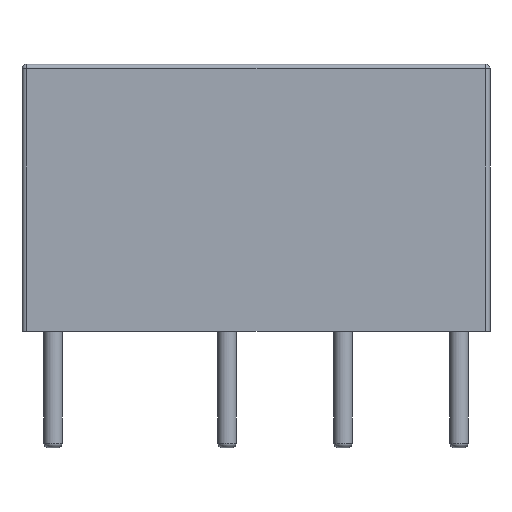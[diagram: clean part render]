
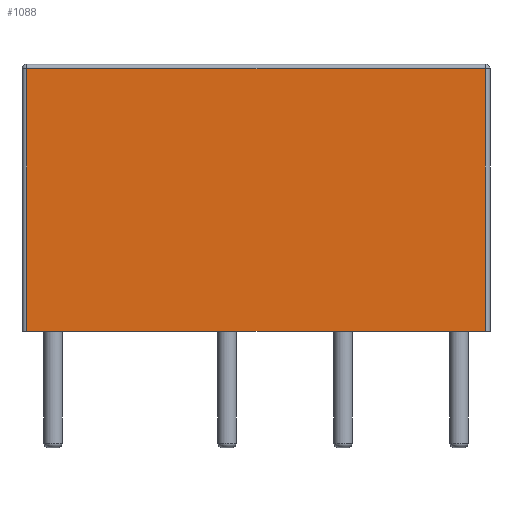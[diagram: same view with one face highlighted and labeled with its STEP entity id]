
A CAD part, front view. The second image highlights one B-rep face of the part: STEP entity #1088.
In plain terms, the highlighted planar face has unit normal (0, -1, 0).
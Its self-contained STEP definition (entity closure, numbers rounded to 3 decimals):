
#13 = CARTESIAN_POINT ( 'NONE',  ( 18.94, -1.15, 0. ) ) ;
#162 = VECTOR ( 'NONE', #1494, 1000. ) ;
#263 = EDGE_CURVE ( 'NONE', #571, #1378, #580, .T. ) ;
#351 = ORIENTED_EDGE ( 'NONE', *, *, #705, .T. ) ;
#373 = CARTESIAN_POINT ( 'NONE',  ( 18.94, -1.15, 11.5 ) ) ;
#484 = EDGE_CURVE ( 'NONE', #1106, #944, #1168, .T. ) ;
#561 = CARTESIAN_POINT ( 'NONE',  ( -1.36, -1.15, 0. ) ) ;
#571 = VERTEX_POINT ( 'NONE', #938 ) ;
#580 = LINE ( 'NONE', #13, #750 ) ;
#705 = EDGE_CURVE ( 'NONE', #1378, #1106, #1831, .T. ) ;
#750 = VECTOR ( 'NONE', #1350, 1000. ) ;
#856 = DIRECTION ( 'NONE',  ( 1., 0., 0. ) ) ;
#869 = CARTESIAN_POINT ( 'NONE',  ( -1.16, -1.15, 0. ) ) ;
#879 = VECTOR ( 'NONE', #1681, 1000. ) ;
#885 = CARTESIAN_POINT ( 'NONE',  ( -1.36, -1.15, 0. ) ) ;
#889 = PLANE ( 'NONE',  #1195 ) ;
#938 = CARTESIAN_POINT ( 'NONE',  ( 18.94, -1.15, 0. ) ) ;
#942 = EDGE_LOOP ( 'NONE', ( #351, #1472, #1495, #1147 ) ) ;
#944 = VERTEX_POINT ( 'NONE', #869 ) ;
#1064 = CARTESIAN_POINT ( 'NONE',  ( -1.36, -1.15, 11.5 ) ) ;
#1088 = ADVANCED_FACE ( 'NONE', ( #1951 ), #889, .F. ) ;
#1106 = VERTEX_POINT ( 'NONE', #1345 ) ;
#1147 = ORIENTED_EDGE ( 'NONE', *, *, #263, .T. ) ;
#1168 = LINE ( 'NONE', #1797, #1189 ) ;
#1189 = VECTOR ( 'NONE', #1901, 1000. ) ;
#1195 = AXIS2_PLACEMENT_3D ( 'NONE', #561, #1630, #856 ) ;
#1345 = CARTESIAN_POINT ( 'NONE',  ( -1.16, -1.15, 11.5 ) ) ;
#1350 = DIRECTION ( 'NONE',  ( 0., 0., 1. ) ) ;
#1378 = VERTEX_POINT ( 'NONE', #373 ) ;
#1472 = ORIENTED_EDGE ( 'NONE', *, *, #484, .T. ) ;
#1494 = DIRECTION ( 'NONE',  ( 1., 0., 0. ) ) ;
#1495 = ORIENTED_EDGE ( 'NONE', *, *, #1539, .T. ) ;
#1539 = EDGE_CURVE ( 'NONE', #944, #571, #1923, .T. ) ;
#1630 = DIRECTION ( 'NONE',  ( 0., 1., 0. ) ) ;
#1681 = DIRECTION ( 'NONE',  ( -1., 0., 0. ) ) ;
#1797 = CARTESIAN_POINT ( 'NONE',  ( -1.16, -1.15, 0. ) ) ;
#1831 = LINE ( 'NONE', #1064, #879 ) ;
#1901 = DIRECTION ( 'NONE',  ( 0., 0., -1. ) ) ;
#1923 = LINE ( 'NONE', #885, #162 ) ;
#1951 = FACE_OUTER_BOUND ( 'NONE', #942, .T. ) ;
